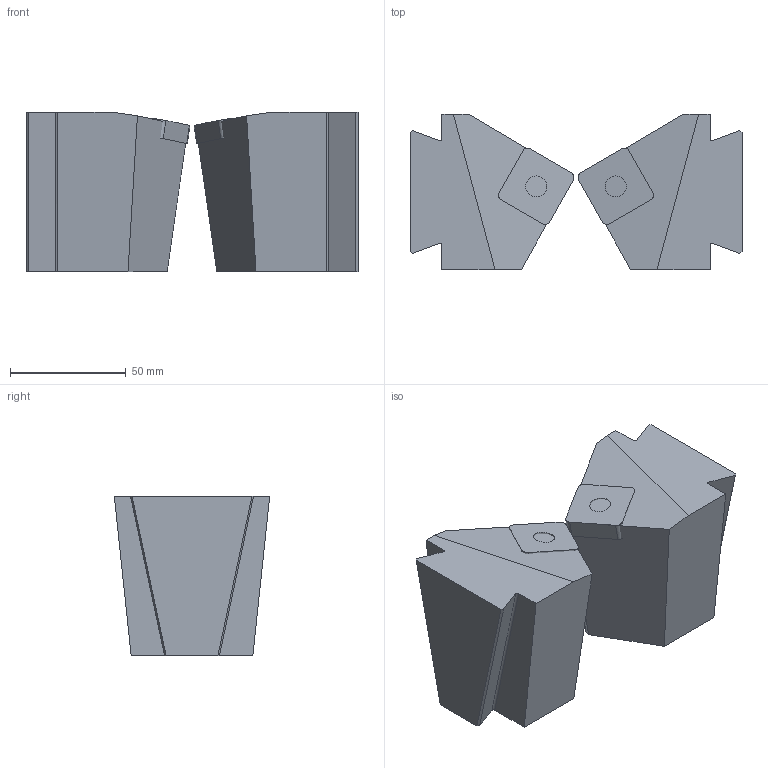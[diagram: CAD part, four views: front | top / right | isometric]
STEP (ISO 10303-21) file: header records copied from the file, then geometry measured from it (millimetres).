
FILE_DESCRIPTION(/* description */ (''),/* implementation_level */ '2;1');
FILE_NAME(/* name */ 'KHPSBNL25_SIM.stp',/* time_stamp */ '2022-12-07T10:13:26+01:00',/* author */ (''),/* organization */ (''),/* preprocessor_version */ 'ST-DEVELOPER v18.102',/* originating_system */ 'SIEMENS PLM Software NX 2027',/* authorisation */ '');
FILE_SCHEMA (('AUTOMOTIVE_DESIGN { 1 0 10303 214 3 1 1 1 }'));
Length unit declared in the file: millimetre
Products named in the file (1): model1
Bounding box: 143.19 x 67 x 69 mm (x, y, z)
Volume: 381573.9 mm3; surface area: 46196.2 mm2
Topology: 4 solids, 4 shells, 56 faces, 144 edges, 96 vertices
Faces by surface type: plane 42, cylinder 14
Full cylindrical faces by diameter (mm): 9.12 x2
Entity records: 1736 total; most frequent: CARTESIAN_POINT 295, ORIENTED_EDGE 284, DIRECTION 284, EDGE_CURVE 142, LINE 114, VECTOR 114, VERTEX_POINT 96, AXIS2_PLACEMENT_3D 85
